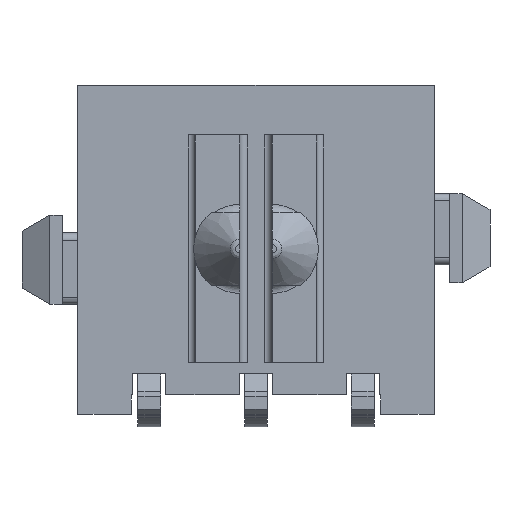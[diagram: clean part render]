
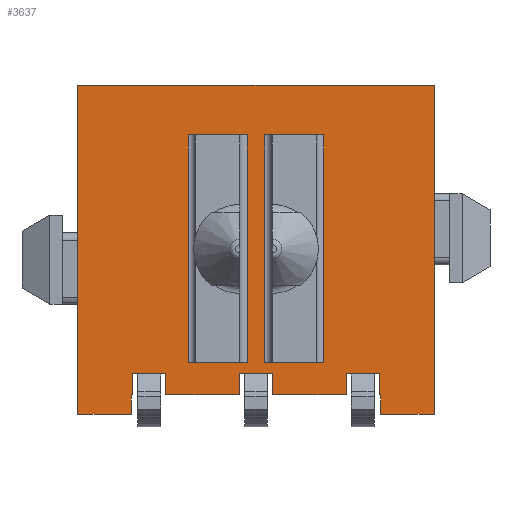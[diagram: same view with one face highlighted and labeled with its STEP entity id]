
A CAD part, front view. The second image highlights one B-rep face of the part: STEP entity #3637.
In plain terms, the highlighted planar face has unit normal (0, -1, 0).
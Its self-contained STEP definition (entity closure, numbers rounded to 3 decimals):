
#76=DIRECTION('',(0.,0.,-1.));
#77=VECTOR('',#76,9.24);
#78=CARTESIAN_POINT('',(-5.,-1.93,0.));
#79=LINE('',#78,#77);
#473=DIRECTION('',(1.,0.,0.));
#474=VECTOR('',#473,1.65);
#475=CARTESIAN_POINT('',(-1.9,-1.93,-7.8));
#476=LINE('',#475,#474);
#477=DIRECTION('',(0.,0.,1.));
#478=VECTOR('',#477,6.4);
#479=CARTESIAN_POINT('',(-0.25,-1.93,-7.8));
#480=LINE('',#479,#478);
#481=DIRECTION('',(1.,0.,0.));
#482=VECTOR('',#481,1.65);
#483=CARTESIAN_POINT('',(-1.9,-1.93,-1.4));
#484=LINE('',#483,#482);
#485=DIRECTION('',(0.,0.,1.));
#486=VECTOR('',#485,6.4);
#487=CARTESIAN_POINT('',(-1.9,-1.93,-7.8));
#488=LINE('',#487,#486);
#489=DIRECTION('',(1.,0.,0.));
#490=VECTOR('',#489,1.65);
#491=CARTESIAN_POINT('',(0.25,-1.93,-7.8));
#492=LINE('',#491,#490);
#493=DIRECTION('',(0.,0.,1.));
#494=VECTOR('',#493,6.4);
#495=CARTESIAN_POINT('',(1.9,-1.93,-7.8));
#496=LINE('',#495,#494);
#497=DIRECTION('',(1.,0.,0.));
#498=VECTOR('',#497,1.65);
#499=CARTESIAN_POINT('',(0.25,-1.93,-1.4));
#500=LINE('',#499,#498);
#501=DIRECTION('',(0.,0.,1.));
#502=VECTOR('',#501,6.4);
#503=CARTESIAN_POINT('',(0.25,-1.93,-7.8));
#504=LINE('',#503,#502);
#505=DIRECTION('',(0.,0.,1.));
#506=VECTOR('',#505,0.59);
#507=CARTESIAN_POINT('',(-3.465,-1.93,-8.7));
#508=LINE('',#507,#506);
#509=DIRECTION('',(1.,0.,0.));
#510=VECTOR('',#509,0.039);
#511=CARTESIAN_POINT('',(-3.504,-1.93,-8.7));
#512=LINE('',#511,#510);
#513=DIRECTION('',(0.,0.,1.));
#514=VECTOR('',#513,0.54);
#515=CARTESIAN_POINT('',(-3.504,-1.93,-9.24));
#516=LINE('',#515,#514);
#517=DIRECTION('',(1.,0.,0.));
#518=VECTOR('',#517,10.);
#519=CARTESIAN_POINT('',(-5.,-1.93,0.));
#520=LINE('',#519,#518);
#521=DIRECTION('',(0.,0.,1.));
#522=VECTOR('',#521,0.54);
#523=CARTESIAN_POINT('',(3.504,-1.93,-9.24));
#524=LINE('',#523,#522);
#525=DIRECTION('',(1.,0.,0.));
#526=VECTOR('',#525,0.039);
#527=CARTESIAN_POINT('',(3.465,-1.93,-8.7));
#528=LINE('',#527,#526);
#529=DIRECTION('',(0.,0.,-1.));
#530=VECTOR('',#529,0.59);
#531=CARTESIAN_POINT('',(3.465,-1.93,-8.11));
#532=LINE('',#531,#530);
#533=DIRECTION('',(1.,0.,0.));
#534=VECTOR('',#533,0.93);
#535=CARTESIAN_POINT('',(2.535,-1.93,-8.11));
#536=LINE('',#535,#534);
#537=DIRECTION('',(0.,0.,1.));
#538=VECTOR('',#537,0.59);
#539=CARTESIAN_POINT('',(2.535,-1.93,-8.7));
#540=LINE('',#539,#538);
#541=DIRECTION('',(1.,0.,0.));
#542=VECTOR('',#541,2.07);
#543=CARTESIAN_POINT('',(0.465,-1.93,-8.7));
#544=LINE('',#543,#542);
#545=DIRECTION('',(0.,0.,-1.));
#546=VECTOR('',#545,0.59);
#547=CARTESIAN_POINT('',(0.465,-1.93,-8.11));
#548=LINE('',#547,#546);
#549=DIRECTION('',(1.,0.,0.));
#550=VECTOR('',#549,0.93);
#551=CARTESIAN_POINT('',(-0.465,-1.93,-8.11));
#552=LINE('',#551,#550);
#553=DIRECTION('',(0.,0.,1.));
#554=VECTOR('',#553,0.59);
#555=CARTESIAN_POINT('',(-0.465,-1.93,-8.7));
#556=LINE('',#555,#554);
#557=DIRECTION('',(1.,0.,0.));
#558=VECTOR('',#557,2.07);
#559=CARTESIAN_POINT('',(-2.535,-1.93,-8.7));
#560=LINE('',#559,#558);
#561=DIRECTION('',(0.,0.,-1.));
#562=VECTOR('',#561,0.59);
#563=CARTESIAN_POINT('',(-2.535,-1.93,-8.11));
#564=LINE('',#563,#562);
#565=DIRECTION('',(1.,0.,0.));
#566=VECTOR('',#565,0.93);
#567=CARTESIAN_POINT('',(-3.465,-1.93,-8.11));
#568=LINE('',#567,#566);
#1089=DIRECTION('',(1.,0.,0.));
#1090=VECTOR('',#1089,1.496);
#1091=CARTESIAN_POINT('',(-5.,-1.93,-9.24));
#1092=LINE('',#1091,#1090);
#1097=DIRECTION('',(1.,0.,0.));
#1098=VECTOR('',#1097,1.496);
#1099=CARTESIAN_POINT('',(3.504,-1.93,-9.24));
#1100=LINE('',#1099,#1098);
#1335=DIRECTION('',(0.,0.,-1.));
#1336=VECTOR('',#1335,9.24);
#1337=CARTESIAN_POINT('',(5.,-1.93,0.));
#1338=LINE('',#1337,#1336);
#2429=CARTESIAN_POINT('',(-5.,-1.93,0.));
#2431=VERTEX_POINT('',#2429);
#2432=CARTESIAN_POINT('',(-5.,-1.93,-9.24));
#2433=VERTEX_POINT('',#2432);
#2445=CARTESIAN_POINT('',(5.,-1.93,0.));
#2447=VERTEX_POINT('',#2445);
#2448=CARTESIAN_POINT('',(5.,-1.93,-9.24));
#2449=VERTEX_POINT('',#2448);
#2472=CARTESIAN_POINT('',(-3.504,-1.93,-9.24));
#2473=CARTESIAN_POINT('',(-3.504,-1.93,-8.7));
#2474=VERTEX_POINT('',#2472);
#2475=VERTEX_POINT('',#2473);
#2476=CARTESIAN_POINT('',(3.504,-1.93,-9.24));
#2477=CARTESIAN_POINT('',(3.504,-1.93,-8.7));
#2478=VERTEX_POINT('',#2476);
#2479=VERTEX_POINT('',#2477);
#2552=CARTESIAN_POINT('',(-1.9,-1.93,-7.8));
#2553=CARTESIAN_POINT('',(-0.25,-1.93,-7.8));
#2554=VERTEX_POINT('',#2552);
#2555=VERTEX_POINT('',#2553);
#2556=CARTESIAN_POINT('',(0.25,-1.93,-7.8));
#2557=CARTESIAN_POINT('',(1.9,-1.93,-7.8));
#2558=VERTEX_POINT('',#2556);
#2559=VERTEX_POINT('',#2557);
#2560=CARTESIAN_POINT('',(-1.9,-1.93,-1.4));
#2561=CARTESIAN_POINT('',(-0.25,-1.93,-1.4));
#2562=VERTEX_POINT('',#2560);
#2563=VERTEX_POINT('',#2561);
#2564=CARTESIAN_POINT('',(0.25,-1.93,-1.4));
#2565=CARTESIAN_POINT('',(1.9,-1.93,-1.4));
#2566=VERTEX_POINT('',#2564);
#2567=VERTEX_POINT('',#2565);
#2596=CARTESIAN_POINT('',(2.535,-1.93,-8.7));
#2597=CARTESIAN_POINT('',(2.535,-1.93,-8.11));
#2598=VERTEX_POINT('',#2596);
#2599=VERTEX_POINT('',#2597);
#2600=CARTESIAN_POINT('',(3.465,-1.93,-8.11));
#2601=VERTEX_POINT('',#2600);
#2602=CARTESIAN_POINT('',(3.465,-1.93,-8.7));
#2603=VERTEX_POINT('',#2602);
#2826=CARTESIAN_POINT('',(-0.465,-1.93,-8.7));
#2827=CARTESIAN_POINT('',(-0.465,-1.93,-8.11));
#2828=VERTEX_POINT('',#2826);
#2829=VERTEX_POINT('',#2827);
#2830=CARTESIAN_POINT('',(0.465,-1.93,-8.11));
#2831=VERTEX_POINT('',#2830);
#2832=CARTESIAN_POINT('',(0.465,-1.93,-8.7));
#2833=VERTEX_POINT('',#2832);
#2974=CARTESIAN_POINT('',(-3.465,-1.93,-8.7));
#2975=CARTESIAN_POINT('',(-3.465,-1.93,-8.11));
#2976=VERTEX_POINT('',#2974);
#2977=VERTEX_POINT('',#2975);
#2978=CARTESIAN_POINT('',(-2.535,-1.93,-8.11));
#2979=VERTEX_POINT('',#2978);
#2980=CARTESIAN_POINT('',(-2.535,-1.93,-8.7));
#2981=VERTEX_POINT('',#2980);
#3576=CARTESIAN_POINT('',(-5.,-1.93,0.));
#3577=DIRECTION('',(0.,-1.,0.));
#3578=DIRECTION('',(0.,0.,-1.));
#3579=AXIS2_PLACEMENT_3D('',#3576,#3577,#3578);
#3580=PLANE('',#3579);
#3582=ORIENTED_EDGE('',*,*,#3581,.F.);
#3584=ORIENTED_EDGE('',*,*,#3583,.F.);
#3586=ORIENTED_EDGE('',*,*,#3585,.F.);
#3588=ORIENTED_EDGE('',*,*,#3587,.F.);
#3589=ORIENTED_EDGE('',*,*,#3165,.F.);
#3590=ORIENTED_EDGE('',*,*,#3211,.T.);
#3592=ORIENTED_EDGE('',*,*,#3591,.T.);
#3594=ORIENTED_EDGE('',*,*,#3593,.F.);
#3596=ORIENTED_EDGE('',*,*,#3595,.T.);
#3598=ORIENTED_EDGE('',*,*,#3597,.F.);
#3599=ORIENTED_EDGE('',*,*,#3552,.F.);
#3600=ORIENTED_EDGE('',*,*,#3424,.F.);
#3602=ORIENTED_EDGE('',*,*,#3601,.F.);
#3604=ORIENTED_EDGE('',*,*,#3603,.F.);
#3606=ORIENTED_EDGE('',*,*,#3605,.F.);
#3607=ORIENTED_EDGE('',*,*,#3416,.F.);
#3609=ORIENTED_EDGE('',*,*,#3608,.F.);
#3611=ORIENTED_EDGE('',*,*,#3610,.F.);
#3613=ORIENTED_EDGE('',*,*,#3612,.F.);
#3614=ORIENTED_EDGE('',*,*,#3408,.F.);
#3615=EDGE_LOOP('',(#3582,#3584,#3586,#3588,#3589,#3590,#3592,#3594,#3596,#3598,
#3599,#3600,#3602,#3604,#3606,#3607,#3609,#3611,#3613,#3614));
#3616=FACE_OUTER_BOUND('',#3615,.F.);
#3618=ORIENTED_EDGE('',*,*,#3617,.T.);
#3620=ORIENTED_EDGE('',*,*,#3619,.T.);
#3622=ORIENTED_EDGE('',*,*,#3621,.F.);
#3624=ORIENTED_EDGE('',*,*,#3623,.F.);
#3625=EDGE_LOOP('',(#3618,#3620,#3622,#3624));
#3626=FACE_BOUND('',#3625,.F.);
#3628=ORIENTED_EDGE('',*,*,#3627,.T.);
#3630=ORIENTED_EDGE('',*,*,#3629,.T.);
#3632=ORIENTED_EDGE('',*,*,#3631,.F.);
#3634=ORIENTED_EDGE('',*,*,#3633,.F.);
#3635=EDGE_LOOP('',(#3628,#3630,#3632,#3634));
#3636=FACE_BOUND('',#3635,.F.);
#3637=ADVANCED_FACE('',(#3616,#3626,#3636),#3580,.T.);
#3165=EDGE_CURVE('',#2431,#2433,#79,.T.);
#3211=EDGE_CURVE('',#2431,#2447,#520,.T.);
#3408=EDGE_CURVE('',#2977,#2979,#568,.T.);
#3416=EDGE_CURVE('',#2829,#2831,#552,.T.);
#3424=EDGE_CURVE('',#2599,#2601,#536,.T.);
#3552=EDGE_CURVE('',#2601,#2603,#532,.T.);
#3581=EDGE_CURVE('',#2976,#2977,#508,.T.);
#3583=EDGE_CURVE('',#2475,#2976,#512,.T.);
#3585=EDGE_CURVE('',#2474,#2475,#516,.T.);
#3587=EDGE_CURVE('',#2433,#2474,#1092,.T.);
#3591=EDGE_CURVE('',#2447,#2449,#1338,.T.);
#3593=EDGE_CURVE('',#2478,#2449,#1100,.T.);
#3595=EDGE_CURVE('',#2478,#2479,#524,.T.);
#3597=EDGE_CURVE('',#2603,#2479,#528,.T.);
#3601=EDGE_CURVE('',#2598,#2599,#540,.T.);
#3603=EDGE_CURVE('',#2833,#2598,#544,.T.);
#3605=EDGE_CURVE('',#2831,#2833,#548,.T.);
#3608=EDGE_CURVE('',#2828,#2829,#556,.T.);
#3610=EDGE_CURVE('',#2981,#2828,#560,.T.);
#3612=EDGE_CURVE('',#2979,#2981,#564,.T.);
#3617=EDGE_CURVE('',#2554,#2555,#476,.T.);
#3619=EDGE_CURVE('',#2555,#2563,#480,.T.);
#3621=EDGE_CURVE('',#2562,#2563,#484,.T.);
#3623=EDGE_CURVE('',#2554,#2562,#488,.T.);
#3627=EDGE_CURVE('',#2558,#2559,#492,.T.);
#3629=EDGE_CURVE('',#2559,#2567,#496,.T.);
#3631=EDGE_CURVE('',#2566,#2567,#500,.T.);
#3633=EDGE_CURVE('',#2558,#2566,#504,.T.);
